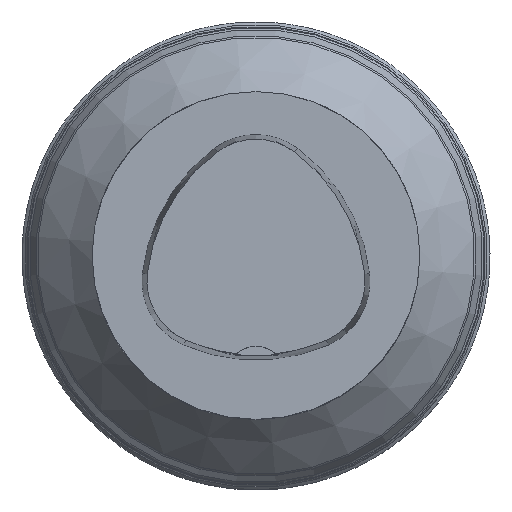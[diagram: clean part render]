
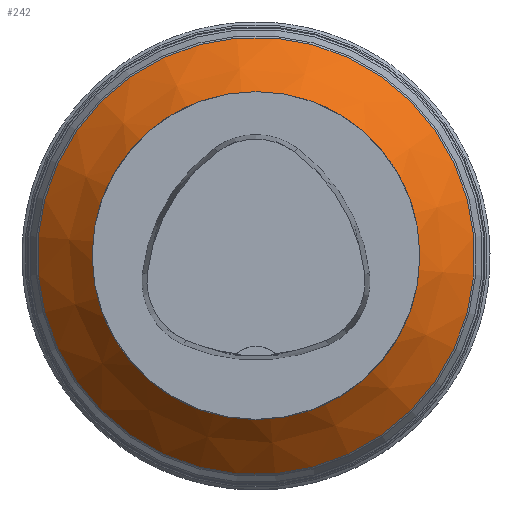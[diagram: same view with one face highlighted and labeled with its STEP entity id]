
A CAD part, top view. The second image highlights one B-rep face of the part: STEP entity #242.
In plain terms, the highlighted conical face has half-angle 42.586 degrees and reference radius 53.625 mm.
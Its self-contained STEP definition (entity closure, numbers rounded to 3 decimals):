
#172=CONICAL_SURFACE('',#860,53.625,42.586);
#209=FACE_BOUND('',#340,.T.);
#210=FACE_BOUND('',#341,.T.);
#242=ADVANCED_FACE('CN_SU6',(#209,#210),#172,.T.);
#340=EDGE_LOOP('',(#408));
#341=EDGE_LOOP('',(#409));
#408=ORIENTED_EDGE('',*,*,#587,.T.);
#409=ORIENTED_EDGE('',*,*,#588,.T.);
#533=VERTEX_POINT('',#1231);
#534=VERTEX_POINT('',#1233);
#587=EDGE_CURVE('',#533,#533,#656,.T.);
#588=EDGE_CURVE('',#534,#534,#657,.T.);
#656=CIRCLE('',#858,53.363);
#657=CIRCLE('',#859,38.211);
#858=AXIS2_PLACEMENT_3D('',#1230,#1012,#1013);
#859=AXIS2_PLACEMENT_3D('',#1232,#1014,#1015);
#860=AXIS2_PLACEMENT_3D('',#1234,#1016,#1017);
#1012=DIRECTION('',(0.,0.,1.));
#1013=DIRECTION('',(0.966,0.259,0.));
#1014=DIRECTION('',(0.,0.,-1.));
#1015=DIRECTION('',(-0.966,-0.259,0.));
#1016=DIRECTION('',(0.,0.,-1.));
#1017=DIRECTION('',(-0.966,-0.259,0.));
#1230=CARTESIAN_POINT('',(0.,0.,
-56.715));
#1231=CARTESIAN_POINT('',(51.545,13.811,-56.715));
#1232=CARTESIAN_POINT('',(0.,0.,
-40.23));
#1233=CARTESIAN_POINT('',(-36.909,-9.89,-40.23));
#1234=CARTESIAN_POINT('',(0.,0.,
-57.));
